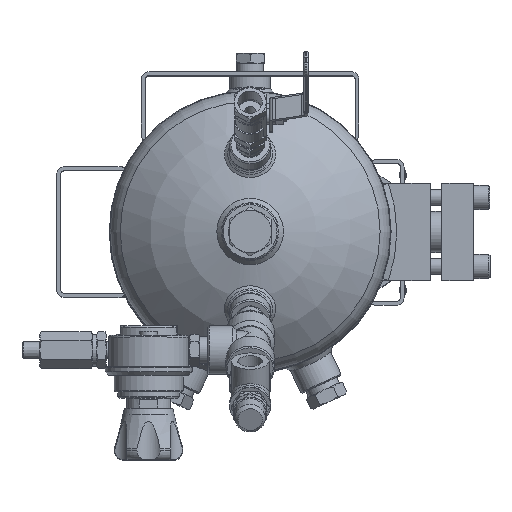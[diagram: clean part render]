
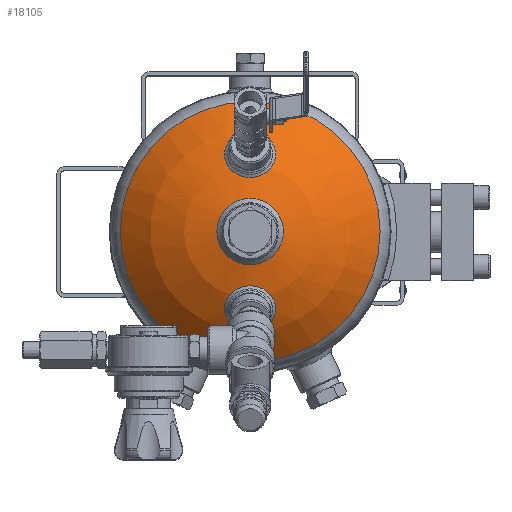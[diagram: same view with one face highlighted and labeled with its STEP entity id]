
A CAD part, top view. The second image highlights one B-rep face of the part: STEP entity #18105.
In plain terms, the highlighted spherical face has radius 140.215 mm.
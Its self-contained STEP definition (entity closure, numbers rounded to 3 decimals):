
#2527=SPHERICAL_SURFACE('',#24572,140.215);
#3920=CIRCLE('',#24573,17.526);
#3921=CIRCLE('',#24574,22.513);
#3922=CIRCLE('',#24575,17.526);
#3923=CIRCLE('',#24576,101.553);
#4692=ORIENTED_EDGE('',*,*,#9541,.T.);
#4693=ORIENTED_EDGE('',*,*,#9542,.T.);
#4694=ORIENTED_EDGE('',*,*,#9543,.T.);
#4695=ORIENTED_EDGE('',*,*,#9544,.F.);
#9541=EDGE_CURVE('',#11978,#11978,#3920,.T.);
#9542=EDGE_CURVE('',#11979,#11979,#3921,.T.);
#9543=EDGE_CURVE('',#11980,#11980,#3922,.T.);
#9544=EDGE_CURVE('',#11981,#11981,#3923,.T.);
#11978=VERTEX_POINT('',#33295);
#11979=VERTEX_POINT('',#33297);
#11980=VERTEX_POINT('',#33299);
#11981=VERTEX_POINT('',#33301);
#14230=EDGE_LOOP('',(#4692));
#14231=EDGE_LOOP('',(#4693));
#14232=EDGE_LOOP('',(#4694));
#14233=EDGE_LOOP('',(#4695));
#16045=FACE_BOUND('',#14230,.T.);
#16046=FACE_BOUND('',#14231,.T.);
#16047=FACE_BOUND('',#14232,.T.);
#16048=FACE_BOUND('',#14233,.T.);
#18105=ADVANCED_FACE('',(#16045,#16046,#16047,#16048),#2527,.T.);
#24572=AXIS2_PLACEMENT_3D('',#33293,#26583,#26584);
#24573=AXIS2_PLACEMENT_3D('',#33294,#26585,#26586);
#24574=AXIS2_PLACEMENT_3D('',#33296,#26587,#26588);
#24575=AXIS2_PLACEMENT_3D('',#33298,#26589,#26590);
#24576=AXIS2_PLACEMENT_3D('',#33300,#26591,#26592);
#26583=DIRECTION('',(0.,0.,-1.));
#26584=DIRECTION('',(-1.,0.,0.));
#26585=DIRECTION('',(-0.435,0.,-0.9));
#26586=DIRECTION('',(-0.9,0.,0.435));
#26587=DIRECTION('',(0.,0.,-1.));
#26588=DIRECTION('',(-1.,0.,0.));
#26589=DIRECTION('',(0.435,0.,-0.9));
#26590=DIRECTION('',(-0.9,0.,-0.435));
#26591=DIRECTION('',(0.,0.,-1.));
#26592=DIRECTION('',(-1.,0.,0.));
#33293=CARTESIAN_POINT('',(0.,0.,-38.615));
#33294=CARTESIAN_POINT('',(60.522,0.,86.646));
#33295=CARTESIAN_POINT('',(44.741,0.,94.27));
#33296=CARTESIAN_POINT('',(0.,0.,99.781));
#33297=CARTESIAN_POINT('',(-22.513,0.,99.781));
#33298=CARTESIAN_POINT('',(-60.522,0.,86.646));
#33299=CARTESIAN_POINT('',(-76.302,0.,79.021));
#33300=CARTESIAN_POINT('',(0.,0.,58.066));
#33301=CARTESIAN_POINT('',(-101.553,0.,58.066));
